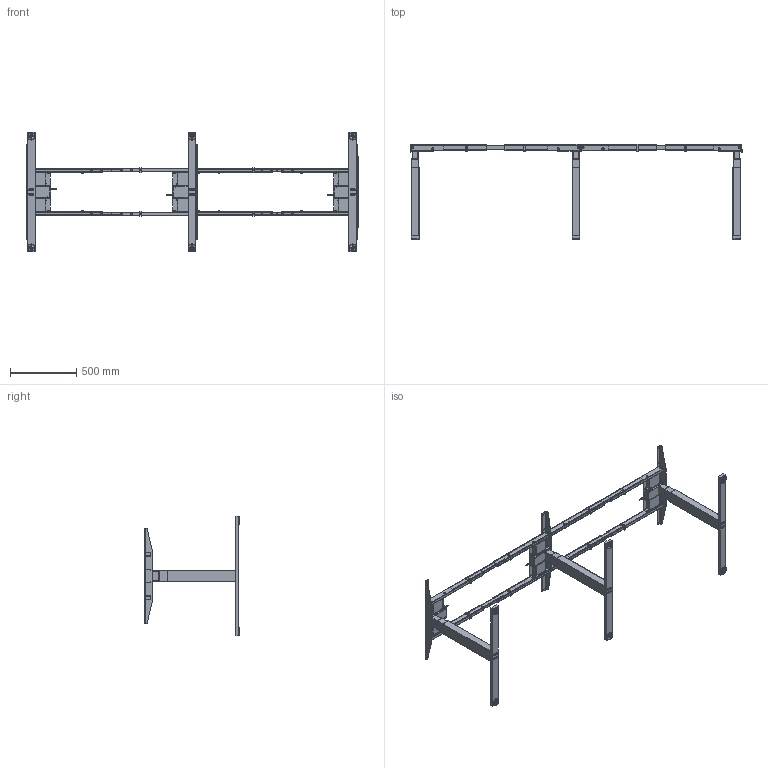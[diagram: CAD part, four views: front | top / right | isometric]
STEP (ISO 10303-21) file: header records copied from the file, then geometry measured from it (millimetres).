
FILE_DESCRIPTION (( 'STEP AP203' ), '1' );
FILE_NAME ('C-Konf. 2.0_CL33YKxxxxxxx_Fl115 Std ramrör 45x25, fot 900.STEP', '2019-01-04T07:22:27', ( '' ), ( '' ), 'SwSTEP 2.0', 'SolidWorks 2015', '' );
FILE_SCHEMA (( 'CONFIG_CONTROL_DESIGN' ));
Products named in the file (1): C-Konf. 2.0_CL33YKxxxxxxx_Fl115 Std ramrör 45x25, fot 900
Bounding box: 2500 x 716.1 x 900 mm (x, y, z)
Surface area: 3406005.2 mm2 (no closed solid volume)
Topology: 0 solids, 398 shells, 2039 faces, 10082 edges, 8311 vertices
Faces by surface type: plane 902, cylinder 763, cone 195, torus 126, bspline 41, sphere 12
Entity records: 108824 total; most frequent: CARTESIAN_POINT 31752, DIRECTION 15880, ORIENTED_EDGE 12971, EDGE_CURVE 10070, VERTEX_POINT 8311, AXIS2_PLACEMENT_3D 5663, LINE 4554, VECTOR 4554
